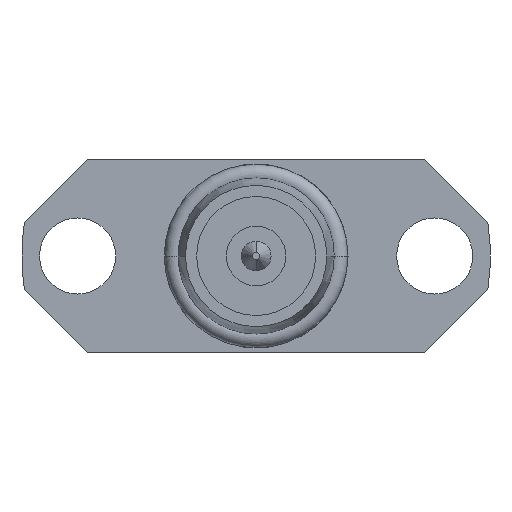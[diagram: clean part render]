
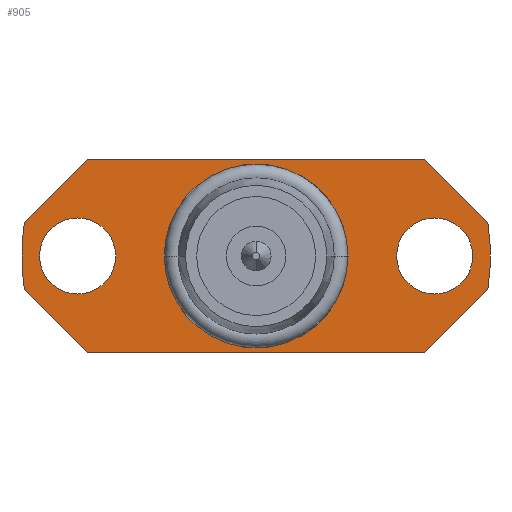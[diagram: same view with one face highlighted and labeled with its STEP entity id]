
A CAD part, left-side view. The second image highlights one B-rep face of the part: STEP entity #905.
In plain terms, the highlighted planar face has unit normal (-1, 0, 0).
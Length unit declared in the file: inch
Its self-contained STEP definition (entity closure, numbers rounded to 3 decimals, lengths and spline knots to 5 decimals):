
#12 = DIRECTION ( 'NONE',  ( -1., 0., 0. ) ) ;
#24 = AXIS2_PLACEMENT_3D ( 'NONE', #46, #457, #172 ) ;
#41 = CARTESIAN_POINT ( 'NONE',  ( 0.3248, -0.31171, -0.04513 ) ) ;
#46 = CARTESIAN_POINT ( 'NONE',  ( 0.3248, -0.24016, 0. ) ) ;
#74 = ORIENTED_EDGE ( 'NONE', *, *, #1456, .F. ) ;
#87 = EDGE_CURVE ( 'NONE', #1631, #1495, #1191, .T. ) ;
#92 = CARTESIAN_POINT ( 'NONE',  ( 0.3248, 0.31171, -0.04513 ) ) ;
#128 = VERTEX_POINT ( 'NONE', #805 ) ;
#140 = CIRCLE ( 'NONE', #1137, 0.05118 ) ;
#158 = CARTESIAN_POINT ( 'NONE',  ( 0.3248, -0.22692, 0.12992 ) ) ;
#159 = DIRECTION ( 'NONE',  ( 1., 0., 0. ) ) ;
#167 = CARTESIAN_POINT ( 'NONE',  ( 0.3248, 0.24016, 0. ) ) ;
#169 = DIRECTION ( 'NONE',  ( 0., 1., 0. ) ) ;
#172 = DIRECTION ( 'NONE',  ( 0., 0., 1. ) ) ;
#191 = CARTESIAN_POINT ( 'NONE',  ( 0.3248, 0.31496, 0. ) ) ;
#212 = CIRCLE ( 'NONE', #437, 0.12361 ) ;
#215 = CARTESIAN_POINT ( 'NONE',  ( 0.3248, 0.24016, 0.05118 ) ) ;
#222 = CARTESIAN_POINT ( 'NONE',  ( 0.3248, 0.24022, 0.11662 ) ) ;
#227 = AXIS2_PLACEMENT_3D ( 'NONE', #581, #1528, #987 ) ;
#240 = CIRCLE ( 'NONE', #1383, 0.12361 ) ;
#250 = CIRCLE ( 'NONE', #227, 0.31496 ) ;
#284 = DIRECTION ( 'NONE',  ( -1., 0., 0. ) ) ;
#287 = CARTESIAN_POINT ( 'NONE',  ( 0.3248, 0.22692, 0.12992 ) ) ;
#290 = VERTEX_POINT ( 'NONE', #294 ) ;
#291 = CARTESIAN_POINT ( 'NONE',  ( 0.3248, 0.31171, 0.04513 ) ) ;
#293 = DIRECTION ( 'NONE',  ( 0., 1., 0. ) ) ;
#294 = CARTESIAN_POINT ( 'NONE',  ( 0.3248, -0.24016, -0.05118 ) ) ;
#305 = DIRECTION ( 'NONE',  ( 0., 0., 1. ) ) ;
#323 = LINE ( 'NONE', #436, #807 ) ;
#375 = EDGE_LOOP ( 'NONE', ( #1687, #853 ) ) ;
#382 = VERTEX_POINT ( 'NONE', #287 ) ;
#387 = DIRECTION ( 'NONE',  ( -1., 0., 0. ) ) ;
#408 = CARTESIAN_POINT ( 'NONE',  ( 0.3248, 0., 0. ) ) ;
#412 = DIRECTION ( 'NONE',  ( 0., -0.707, -0.707 ) ) ;
#413 = ORIENTED_EDGE ( 'NONE', *, *, #1049, .F. ) ;
#436 = CARTESIAN_POINT ( 'NONE',  ( 0.3248, -0.41288, -0.12992 ) ) ;
#437 = AXIS2_PLACEMENT_3D ( 'NONE', #1652, #829, #1503 ) ;
#454 = EDGE_CURVE ( 'NONE', #382, #1613, #472, .T. ) ;
#457 = DIRECTION ( 'NONE',  ( -1., 0., 0. ) ) ;
#462 = CARTESIAN_POINT ( 'NONE',  ( 0.3248, -0.31171, 0.04513 ) ) ;
#464 = VERTEX_POINT ( 'NONE', #215 ) ;
#472 = LINE ( 'NONE', #222, #880 ) ;
#498 = ORIENTED_EDGE ( 'NONE', *, *, #760, .T. ) ;
#521 = CARTESIAN_POINT ( 'NONE',  ( 0.3248, 0.12361, 0. ) ) ;
#527 = VERTEX_POINT ( 'NONE', #543 ) ;
#543 = CARTESIAN_POINT ( 'NONE',  ( 0.3248, 0.24016, -0.05118 ) ) ;
#564 = VERTEX_POINT ( 'NONE', #158 ) ;
#581 = CARTESIAN_POINT ( 'NONE',  ( 0.3248, 0., 0. ) ) ;
#585 = CARTESIAN_POINT ( 'NONE',  ( 0.3248, 0.24016, 0. ) ) ;
#644 = CARTESIAN_POINT ( 'NONE',  ( 0.3248, -0.11662, -0.24022 ) ) ;
#658 = EDGE_CURVE ( 'NONE', #982, #290, #1642, .T. ) ;
#670 = EDGE_CURVE ( 'NONE', #1750, #564, #1014, .T. ) ;
#675 = ORIENTED_EDGE ( 'NONE', *, *, #1066, .T. ) ;
#697 = DIRECTION ( 'NONE',  ( 0., 0., 1. ) ) ;
#699 = DIRECTION ( 'NONE',  ( 0., -1., 0. ) ) ;
#705 = VERTEX_POINT ( 'NONE', #191 ) ;
#708 = LINE ( 'NONE', #1389, #1375 ) ;
#712 = LINE ( 'NONE', #1636, #1419 ) ;
#727 = CARTESIAN_POINT ( 'NONE',  ( 0.3248, 0., 0. ) ) ;
#760 = EDGE_CURVE ( 'NONE', #1486, #128, #240, .T. ) ;
#805 = CARTESIAN_POINT ( 'NONE',  ( 0.3248, -0.12361, 0. ) ) ;
#807 = VECTOR ( 'NONE', #699, 39.37008 ) ;
#829 = DIRECTION ( 'NONE',  ( 1., 0., 0. ) ) ;
#836 = AXIS2_PLACEMENT_3D ( 'NONE', #727, #159, #293 ) ;
#853 = ORIENTED_EDGE ( 'NONE', *, *, #1398, .F. ) ;
#863 = CARTESIAN_POINT ( 'NONE',  ( 0.3248, -0.11662, 0.24022 ) ) ;
#880 = VECTOR ( 'NONE', #1713, 39.37008 ) ;
#888 = ORIENTED_EDGE ( 'NONE', *, *, #1319, .T. ) ;
#905 = ADVANCED_FACE ( 'NONE', ( #1054, #1724, #1736, #1071 ), #1453, .T. ) ;
#918 = VERTEX_POINT ( 'NONE', #92 ) ;
#944 = ORIENTED_EDGE ( 'NONE', *, *, #87, .T. ) ;
#982 = VERTEX_POINT ( 'NONE', #1273 ) ;
#987 = DIRECTION ( 'NONE',  ( 0., 1., 0. ) ) ;
#999 = DIRECTION ( 'NONE',  ( 1., 0., 0. ) ) ;
#1008 = CARTESIAN_POINT ( 'NONE',  ( 0.3248, 0.22692, -0.12992 ) ) ;
#1014 = LINE ( 'NONE', #863, #1526 ) ;
#1040 = DIRECTION ( 'NONE',  ( 0., 0., 1. ) ) ;
#1049 = EDGE_CURVE ( 'NONE', #1750, #1495, #1752, .T. ) ;
#1054 = FACE_BOUND ( 'NONE', #1534, .T. ) ;
#1055 = AXIS2_PLACEMENT_3D ( 'NONE', #167, #284, #697 ) ;
#1057 = EDGE_CURVE ( 'NONE', #1761, #1631, #323, .T. ) ;
#1066 = EDGE_CURVE ( 'NONE', #564, #382, #708, .T. ) ;
#1069 = EDGE_LOOP ( 'NONE', ( #413, #1415, #675, #1497, #1087, #74, #888, #1182, #944 ) ) ;
#1071 = FACE_OUTER_BOUND ( 'NONE', #1069, .T. ) ;
#1087 = ORIENTED_EDGE ( 'NONE', *, *, #1408, .F. ) ;
#1137 = AXIS2_PLACEMENT_3D ( 'NONE', #585, #12, #305 ) ;
#1180 = AXIS2_PLACEMENT_3D ( 'NONE', #1255, #1403, #1569 ) ;
#1182 = ORIENTED_EDGE ( 'NONE', *, *, #1057, .T. ) ;
#1191 = LINE ( 'NONE', #644, #1430 ) ;
#1221 = CIRCLE ( 'NONE', #1055, 0.05118 ) ;
#1233 = ORIENTED_EDGE ( 'NONE', *, *, #1533, .F. ) ;
#1254 = CARTESIAN_POINT ( 'NONE',  ( 0.3248, -0.22692, -0.12992 ) ) ;
#1255 = CARTESIAN_POINT ( 'NONE',  ( 0.3248, -0.24016, 0. ) ) ;
#1261 = EDGE_CURVE ( 'NONE', #128, #1486, #212, .T. ) ;
#1264 = DIRECTION ( 'NONE',  ( 0., 0.707, 0.707 ) ) ;
#1273 = CARTESIAN_POINT ( 'NONE',  ( 0.3248, -0.24016, 0.05118 ) ) ;
#1275 = ORIENTED_EDGE ( 'NONE', *, *, #1609, .F. ) ;
#1319 = EDGE_CURVE ( 'NONE', #918, #1761, #712, .T. ) ;
#1322 = EDGE_LOOP ( 'NONE', ( #1275, #1233 ) ) ;
#1342 = DIRECTION ( 'NONE',  ( 1., 0., 0. ) ) ;
#1363 = DIRECTION ( 'NONE',  ( 0., 1., 0. ) ) ;
#1365 = AXIS2_PLACEMENT_3D ( 'NONE', #408, #1342, #1363 ) ;
#1375 = VECTOR ( 'NONE', #169, 39.37008 ) ;
#1383 = AXIS2_PLACEMENT_3D ( 'NONE', #1433, #999, #1541 ) ;
#1389 = CARTESIAN_POINT ( 'NONE',  ( 0.3248, -0.41288, 0.12992 ) ) ;
#1398 = EDGE_CURVE ( 'NONE', #290, #982, #1733, .T. ) ;
#1403 = DIRECTION ( 'NONE',  ( -1., 0., 0. ) ) ;
#1408 = EDGE_CURVE ( 'NONE', #705, #1613, #250, .T. ) ;
#1415 = ORIENTED_EDGE ( 'NONE', *, *, #670, .T. ) ;
#1419 = VECTOR ( 'NONE', #412, 39.37008 ) ;
#1430 = VECTOR ( 'NONE', #1737, 39.37008 ) ;
#1433 = CARTESIAN_POINT ( 'NONE',  ( 0.3248, 0., 0. ) ) ;
#1453 = PLANE ( 'NONE',  #1751 ) ;
#1456 = EDGE_CURVE ( 'NONE', #918, #705, #1765, .T. ) ;
#1486 = VERTEX_POINT ( 'NONE', #521 ) ;
#1495 = VERTEX_POINT ( 'NONE', #41 ) ;
#1497 = ORIENTED_EDGE ( 'NONE', *, *, #454, .T. ) ;
#1503 = DIRECTION ( 'NONE',  ( 0., 1., 0. ) ) ;
#1526 = VECTOR ( 'NONE', #1264, 39.37008 ) ;
#1528 = DIRECTION ( 'NONE',  ( 1., 0., 0. ) ) ;
#1533 = EDGE_CURVE ( 'NONE', #527, #464, #140, .T. ) ;
#1534 = EDGE_LOOP ( 'NONE', ( #498, #1734 ) ) ;
#1541 = DIRECTION ( 'NONE',  ( 0., 1., 0. ) ) ;
#1569 = DIRECTION ( 'NONE',  ( 0., 0., 1. ) ) ;
#1609 = EDGE_CURVE ( 'NONE', #464, #527, #1221, .T. ) ;
#1613 = VERTEX_POINT ( 'NONE', #291 ) ;
#1615 = CARTESIAN_POINT ( 'NONE',  ( 0.3248, 0.12361, 0. ) ) ;
#1631 = VERTEX_POINT ( 'NONE', #1254 ) ;
#1636 = CARTESIAN_POINT ( 'NONE',  ( 0.3248, 0.24022, -0.11662 ) ) ;
#1642 = CIRCLE ( 'NONE', #1180, 0.05118 ) ;
#1652 = CARTESIAN_POINT ( 'NONE',  ( 0.3248, 0., 0. ) ) ;
#1687 = ORIENTED_EDGE ( 'NONE', *, *, #658, .F. ) ;
#1713 = DIRECTION ( 'NONE',  ( 0., 0.707, -0.707 ) ) ;
#1724 = FACE_BOUND ( 'NONE', #375, .T. ) ;
#1733 = CIRCLE ( 'NONE', #24, 0.05118 ) ;
#1734 = ORIENTED_EDGE ( 'NONE', *, *, #1261, .T. ) ;
#1736 = FACE_BOUND ( 'NONE', #1322, .T. ) ;
#1737 = DIRECTION ( 'NONE',  ( 0., -0.707, 0.707 ) ) ;
#1750 = VERTEX_POINT ( 'NONE', #462 ) ;
#1751 = AXIS2_PLACEMENT_3D ( 'NONE', #1615, #387, #1040 ) ;
#1752 = CIRCLE ( 'NONE', #836, 0.31496 ) ;
#1761 = VERTEX_POINT ( 'NONE', #1008 ) ;
#1765 = CIRCLE ( 'NONE', #1365, 0.31496 ) ;
